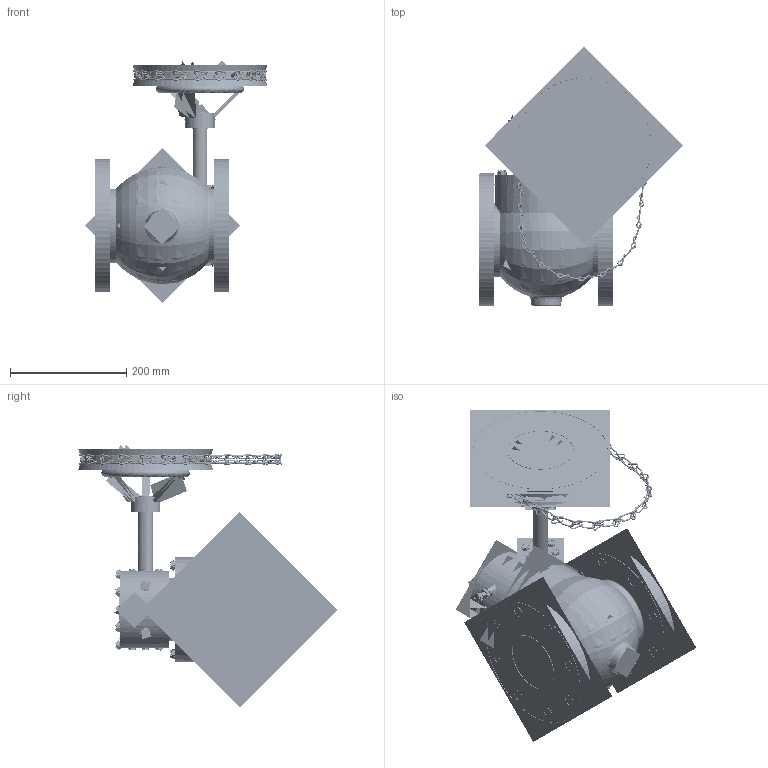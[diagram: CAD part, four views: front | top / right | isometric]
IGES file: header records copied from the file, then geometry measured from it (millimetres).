
Start section:  PTC IGES file: plug_flxfl-4in-chainwheel_asm.igs
Global section: file name: plug_flxfl-4in-chainwheel_asm.igs; native system: Creo Parametric by Parametric Technology Corporation; preprocessor: 2013050; author: HAPPY; organization: Unknown; date: 20170128.153654; units: inch
Bounding box: 368.64 x 500.76 x 452.14 mm (x, y, z)
Volume: 6550826 mm3; surface area: 5246598.2 mm2
Topology: 97 solids, 97 shells, 5044 faces, 24601 edges, 31042 vertices
Faces by surface type: revolution 2990, bspline 1948, extrusion 106
